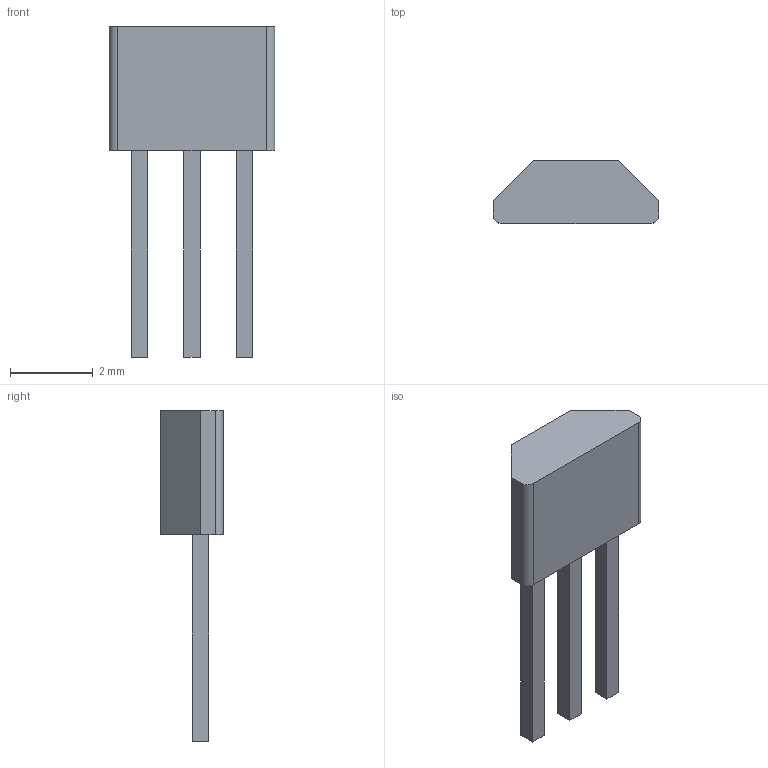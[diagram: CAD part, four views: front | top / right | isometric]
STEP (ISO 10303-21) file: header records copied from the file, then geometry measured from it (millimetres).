
FILE_DESCRIPTION(('FreeCAD Model'),'2;1');
FILE_NAME('TO-92Flat.step' ,'2017-11-30T21:05:41',('kicad StepUp'),('ksu MCAD'), 'Open CASCADE STEP processor 6.8','FreeCAD','Unknown');
FILE_SCHEMA(('AUTOMOTIVE_DESIGN_CC2 { 1 2 10303 214 -1 1 5 4 }'));
Length unit declared in the file: millimetre
Products named in the file (1): TO-92Flat
Bounding box: 4 x 1.52 x 8 mm (x, y, z)
Volume: 17.8 mm3; surface area: 63.4 mm2
Topology: 1 solids, 1 shells, 25 faces, 60 edges, 40 vertices
Faces by surface type: plane 23, cylinder 2
Entity records: 508 total; most frequent: ORIENTED_EDGE 92, EDGE_CURVE 60, LINE 56, CARTESIAN_POINT 47, VERTEX_POINT 40, AXIS2_PLACEMENT_3D 30, FACE_BOUND 28, EDGE_LOOP 28
